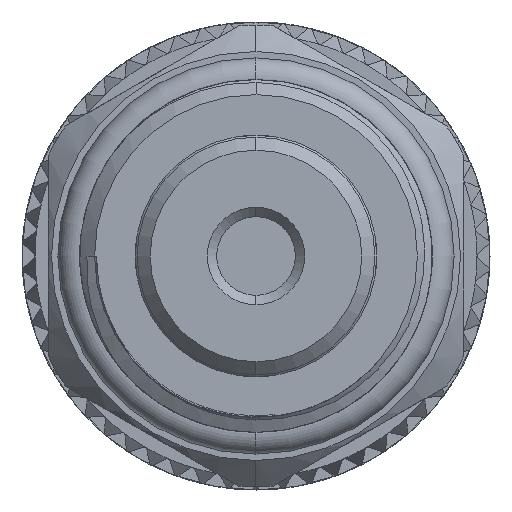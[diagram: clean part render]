
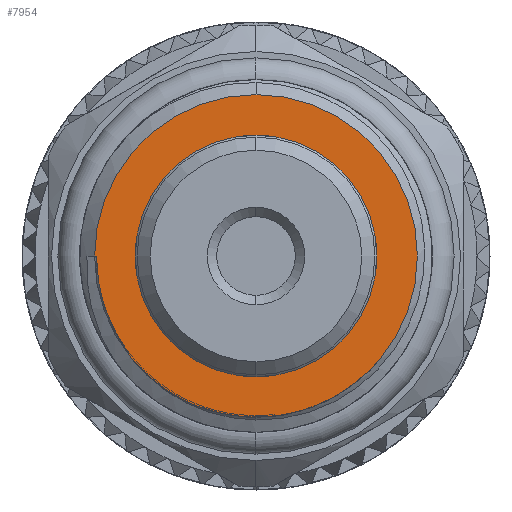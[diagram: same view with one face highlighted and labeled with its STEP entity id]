
A CAD part, left-side view. The second image highlights one B-rep face of the part: STEP entity #7954.
In plain terms, the highlighted planar face has unit normal (-1, 0, 0).
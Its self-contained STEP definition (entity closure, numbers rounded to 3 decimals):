
#505 = CARTESIAN_POINT ( 'NONE',  ( 0., 8.62, 0. ) ) ;
#683 = EDGE_CURVE ( 'NONE', #27780, #3384, #13526, .T. ) ;
#940 = CARTESIAN_POINT ( 'NONE',  ( 0., 8.202, -2.4 ) ) ;
#1266 = EDGE_CURVE ( 'NONE', #17489, #24351, #21286, .T. ) ;
#1350 = CARTESIAN_POINT ( 'NONE',  ( 0., 0., 0. ) ) ;
#1455 = EDGE_CURVE ( 'NONE', #3384, #8681, #24998, .T. ) ;
#1456 = DIRECTION ( 'NONE',  ( -1., 0., 0. ) ) ;
#2111 = ORIENTED_EDGE ( 'NONE', *, *, #1455, .T. ) ;
#2701 = CARTESIAN_POINT ( 'NONE',  ( 0., 0., 0. ) ) ;
#3051 = DIRECTION ( 'NONE',  ( 0., 0., 1. ) ) ;
#3384 = VERTEX_POINT ( 'NONE', #20335 ) ;
#3498 = DIRECTION ( 'NONE',  ( 0., 0., 1. ) ) ;
#4184 = ORIENTED_EDGE ( 'NONE', *, *, #6132, .F. ) ;
#4319 = CARTESIAN_POINT ( 'NONE',  ( 0., 6.691, -5.434 ) ) ;
#5022 = DIRECTION ( 'NONE',  ( -1., 0., 0. ) ) ;
#5411 = EDGE_CURVE ( 'NONE', #24351, #17489, #15889, .T. ) ;
#5906 = CARTESIAN_POINT ( 'NONE',  ( 0., 0., 0. ) ) ;
#6132 = EDGE_CURVE ( 'NONE', #31772, #8681, #33201, .T. ) ;
#7052 = DIRECTION ( 'NONE',  ( 0., 0., -1. ) ) ;
#7064 = ORIENTED_EDGE ( 'NONE', *, *, #26636, .F. ) ;
#7954 = ADVANCED_FACE ( 'NONE', ( #23449, #28382 ), #33255, .F. ) ;
#8681 = VERTEX_POINT ( 'NONE', #505 ) ;
#9346 = AXIS2_PLACEMENT_3D ( 'NONE', #29757, #19491, #3498 ) ;
#10302 = B_SPLINE_CURVE_WITH_KNOTS ( 'NONE', 3,
 ( #16303, #14144, #32188, #22065, #24711, #940, #21592, #16427, #24237, #27215 ),
 .UNSPECIFIED., .F., .F.,
 ( 4, 2, 2, 2, 4 ),
 ( 0., 0.001, 0.003, 0.004, 0.006 ),
 .UNSPECIFIED. ) ;
#10534 = AXIS2_PLACEMENT_3D ( 'NONE', #17607, #25200, #7052 ) ;
#11053 = ORIENTED_EDGE ( 'NONE', *, *, #5411, .F. ) ;
#11744 = AXIS2_PLACEMENT_3D ( 'NONE', #15358, #5022, #18002 ) ;
#13526 = CIRCLE ( 'NONE', #29050, 8.62 ) ;
#13592 = VERTEX_POINT ( 'NONE', #4319 ) ;
#14144 = CARTESIAN_POINT ( 'NONE',  ( 0., 6.98, -5.041 ) ) ;
#14794 = DIRECTION ( 'NONE',  ( 0., 0., -1. ) ) ;
#14881 = AXIS2_PLACEMENT_3D ( 'NONE', #25454, #19941, #14794 ) ;
#15250 = CIRCLE ( 'NONE', #19369, 8.62 ) ;
#15358 = CARTESIAN_POINT ( 'NONE',  ( 0., 0., 0. ) ) ;
#15889 = CIRCLE ( 'NONE', #14881, 6.45 ) ;
#16303 = CARTESIAN_POINT ( 'NONE',  ( 0., 6.691, -5.434 ) ) ;
#16427 = CARTESIAN_POINT ( 'NONE',  ( 0., 8.48, -0.97 ) ) ;
#16465 = DIRECTION ( 'NONE',  ( 0., 1., 0. ) ) ;
#17151 = ORIENTED_EDGE ( 'NONE', *, *, #1266, .F. ) ;
#17489 = VERTEX_POINT ( 'NONE', #32933 ) ;
#17607 = CARTESIAN_POINT ( 'NONE',  ( 0., 0., 0. ) ) ;
#18002 = DIRECTION ( 'NONE',  ( 0., 0., -1. ) ) ;
#18958 = EDGE_LOOP ( 'NONE', ( #4184, #7064, #24914, #25179, #2111 ) ) ;
#19369 = AXIS2_PLACEMENT_3D ( 'NONE', #2701, #21077, #3051 ) ;
#19435 = CARTESIAN_POINT ( 'NONE',  ( 0., 8.52, 0. ) ) ;
#19491 = DIRECTION ( 'NONE',  ( -1., 0., 0. ) ) ;
#19941 = DIRECTION ( 'NONE',  ( -1., 0., 0. ) ) ;
#20277 = EDGE_CURVE ( 'NONE', #13592, #27780, #15250, .T. ) ;
#20335 = CARTESIAN_POINT ( 'NONE',  ( 0., 0., 8.62 ) ) ;
#21077 = DIRECTION ( 'NONE',  ( -1., 0., 0. ) ) ;
#21286 = CIRCLE ( 'NONE', #11744, 6.45 ) ;
#21592 = CARTESIAN_POINT ( 'NONE',  ( 0., 8.322, -1.925 ) ) ;
#22065 = CARTESIAN_POINT ( 'NONE',  ( 0., 7.696, -3.77 ) ) ;
#23282 = CARTESIAN_POINT ( 'NONE',  ( 0., 0., -8.62 ) ) ;
#23449 = FACE_BOUND ( 'NONE', #29939, .T. ) ;
#24237 = CARTESIAN_POINT ( 'NONE',  ( 0., 8.52, -0.488 ) ) ;
#24351 = VERTEX_POINT ( 'NONE', #28800 ) ;
#24711 = CARTESIAN_POINT ( 'NONE',  ( 0., 7.89, -3.321 ) ) ;
#24914 = ORIENTED_EDGE ( 'NONE', *, *, #20277, .T. ) ;
#24998 = CIRCLE ( 'NONE', #9346, 8.62 ) ;
#25099 = VECTOR ( 'NONE', #16465, 1000. ) ;
#25179 = ORIENTED_EDGE ( 'NONE', *, *, #683, .T. ) ;
#25200 = DIRECTION ( 'NONE',  ( 1., 0., 0. ) ) ;
#25454 = CARTESIAN_POINT ( 'NONE',  ( 0., 0., 0. ) ) ;
#26636 = EDGE_CURVE ( 'NONE', #13592, #31772, #10302, .T. ) ;
#27215 = CARTESIAN_POINT ( 'NONE',  ( 0., 8.52, 0. ) ) ;
#27501 = DIRECTION ( 'NONE',  ( 0., 0., 1. ) ) ;
#27780 = VERTEX_POINT ( 'NONE', #23282 ) ;
#28382 = FACE_OUTER_BOUND ( 'NONE', #18958, .T. ) ;
#28800 = CARTESIAN_POINT ( 'NONE',  ( 0., 0., 6.45 ) ) ;
#29050 = AXIS2_PLACEMENT_3D ( 'NONE', #1350, #1456, #27501 ) ;
#29757 = CARTESIAN_POINT ( 'NONE',  ( 0., 0., 0. ) ) ;
#29939 = EDGE_LOOP ( 'NONE', ( #17151, #11053 ) ) ;
#31772 = VERTEX_POINT ( 'NONE', #19435 ) ;
#32188 = CARTESIAN_POINT ( 'NONE',  ( 0., 7.241, -4.629 ) ) ;
#32933 = CARTESIAN_POINT ( 'NONE',  ( 0., 0., -6.45 ) ) ;
#33201 = LINE ( 'NONE', #5906, #25099 ) ;
#33255 = PLANE ( 'NONE',  #10534 ) ;
